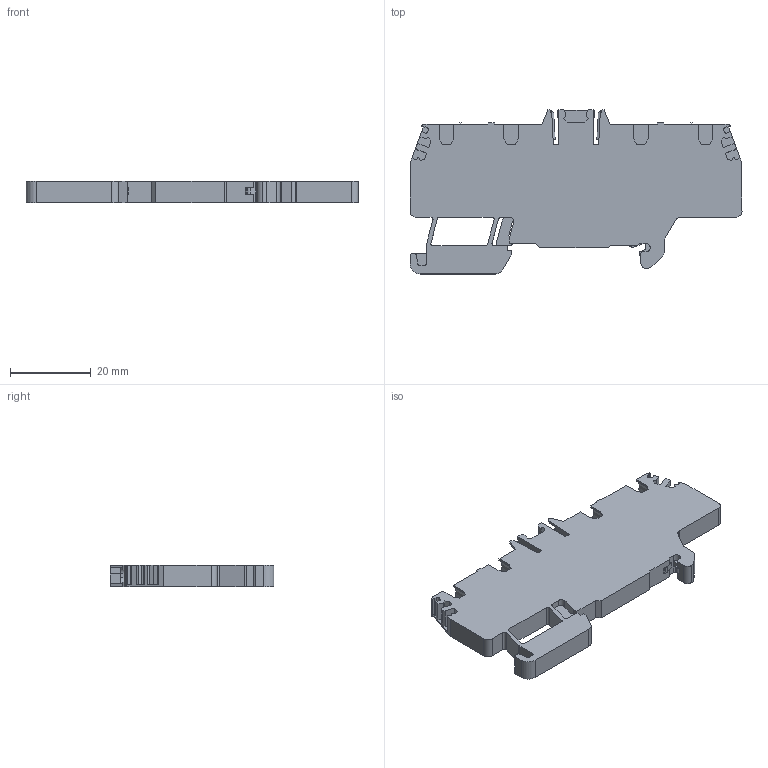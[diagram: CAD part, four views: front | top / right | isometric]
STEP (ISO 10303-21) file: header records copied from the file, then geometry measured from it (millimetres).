
FILE_DESCRIPTION(('CoCreate Modeling STEP Export'),'2;1');
FILE_NAME('HTE.2 2+2.stp','2010-05-06T 8:59:51',(''),(''),'CoCreate Modeling STEP processor for AP214 (Solid Model)','CoCreate Modeling 16.00A 16-Aug-2008 (C) Parametric Technology GmbH','');
FILE_SCHEMA(('AUTOMOTIVE_DESIGN { 1 0 10303 214 1 1 1 1 }'));
Length unit declared in the file: millimetre
Products named in the file (2): HTE.2-2_2
Assembly tree (1 placements, depth 2):
  HTE.2-2_2
    HTE.2-2_2
Bounding box: 82 x 40.5 x 5.2 mm (x, y, z)
Volume: 11080.4 mm3; surface area: 7546.1 mm2
Topology: 1 solids, 1 shells, 398 faces, 1166 edges, 770 vertices
Faces by surface type: plane 314, cylinder 84
Entity records: 12573 total; most frequent: ORIENTED_EDGE 2332, CARTESIAN_POINT 2168, DIRECTION 1860, EDGE_CURVE 1166, VECTOR 936, LINE 936, VERTEX_POINT 770, AXIS2_PLACEMENT_3D 462
